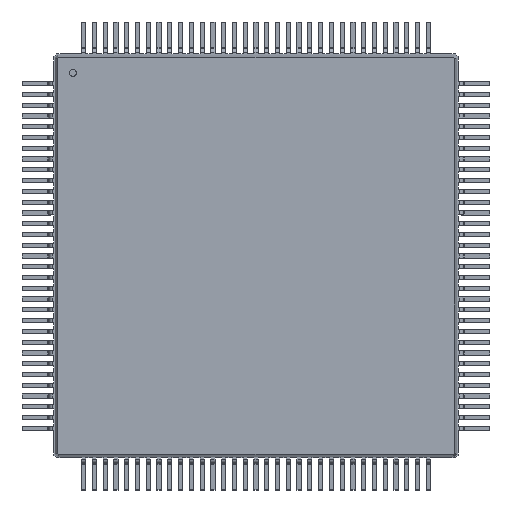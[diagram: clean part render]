
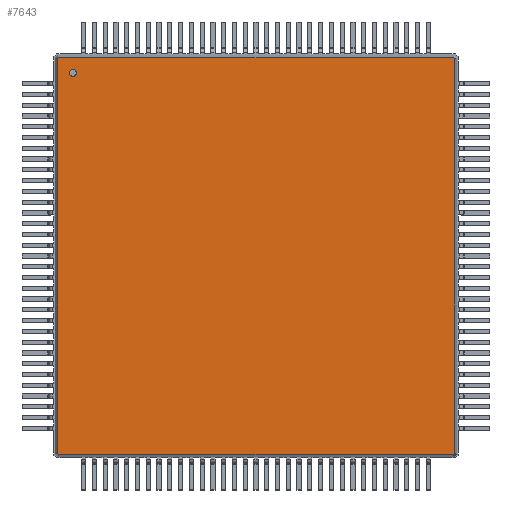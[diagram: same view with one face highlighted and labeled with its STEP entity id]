
A CAD part, top view. The second image highlights one B-rep face of the part: STEP entity #7643.
In plain terms, the highlighted planar face has unit normal (0, 0, 1).
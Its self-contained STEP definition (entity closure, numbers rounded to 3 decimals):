
#13=DIRECTION('',(0.,0.,1.));
#65=VECTOR('',#66,1.);
#66=DIRECTION('',(1.,0.,0.));
#519=DIRECTION('',(0.,-1.,0.));
#618=VECTOR('',#619,1.);
#619=DIRECTION('',(0.707,-0.707,0.));
#625=VECTOR('',#519,1.);
#631=VECTOR('',#632,1.);
#632=DIRECTION('',(-0.707,-0.707,0.));
#638=VECTOR('',#639,1.);
#639=DIRECTION('',(-1.,0.,0.));
#645=VECTOR('',#646,1.);
#646=DIRECTION('',(-0.707,0.707,0.));
#652=VECTOR('',#653,1.);
#653=DIRECTION('',(0.,1.,0.));
#657=VECTOR('',#658,1.);
#658=DIRECTION('',(0.707,0.707,0.));
#2229=VERTEX_POINT('',#2230);
#2230=CARTESIAN_POINT('',(11.713,11.776,1.6));
#2232=ORIENTED_EDGE('',*,*,#2233,.F.);
#2233=EDGE_CURVE('',#2234,#2229,#2236,.T.);
#2234=VERTEX_POINT('',#2235);
#2235=CARTESIAN_POINT('',(-11.713,11.776,1.6));
#2236=LINE('',#2235,#65);
#7634=ORIENTED_EDGE('',*,*,#7635,.F.);
#7635=EDGE_CURVE('',#7636,#2234,#7638,.T.);
#7636=VERTEX_POINT('',#7637);
#7637=CARTESIAN_POINT('',(-11.776,11.713,1.6));
#7638=LINE('',#7637,#657);
#7643=ADVANCED_FACE('',(#7644,#7674),#7683,.T.);
#7644=FACE_BOUND('',#7645,.T.);
#7645=EDGE_LOOP('',(#2232,#7634,#7646,#7651,#7656,#7661,#7666,#7671));
#7646=ORIENTED_EDGE('',*,*,#7647,.F.);
#7647=EDGE_CURVE('',#7648,#7636,#7650,.T.);
#7648=VERTEX_POINT('',#7649);
#7649=CARTESIAN_POINT('',(-11.776,-11.713,1.6));
#7650=LINE('',#7649,#652);
#7651=ORIENTED_EDGE('',*,*,#7652,.F.);
#7652=EDGE_CURVE('',#7653,#7648,#7655,.T.);
#7653=VERTEX_POINT('',#7654);
#7654=CARTESIAN_POINT('',(-11.713,-11.776,1.6));
#7655=LINE('',#7654,#645);
#7656=ORIENTED_EDGE('',*,*,#7657,.F.);
#7657=EDGE_CURVE('',#7658,#7653,#7660,.T.);
#7658=VERTEX_POINT('',#7659);
#7659=CARTESIAN_POINT('',(11.713,-11.776,1.6));
#7660=LINE('',#7659,#638);
#7661=ORIENTED_EDGE('',*,*,#7662,.F.);
#7662=EDGE_CURVE('',#7663,#7658,#7665,.T.);
#7663=VERTEX_POINT('',#7664);
#7664=CARTESIAN_POINT('',(11.776,-11.713,1.6));
#7665=LINE('',#7664,#631);
#7666=ORIENTED_EDGE('',*,*,#7667,.F.);
#7667=EDGE_CURVE('',#7668,#7663,#7670,.T.);
#7668=VERTEX_POINT('',#7669);
#7669=CARTESIAN_POINT('',(11.776,11.713,1.6));
#7670=LINE('',#7669,#625);
#7671=ORIENTED_EDGE('',*,*,#7672,.F.);
#7672=EDGE_CURVE('',#2229,#7668,#7673,.T.);
#7673=LINE('',#2230,#618);
#7674=FACE_BOUND('',#7675,.T.);
#7675=EDGE_LOOP('',(#7676));
#7676=ORIENTED_EDGE('',*,*,#7677,.F.);
#7677=EDGE_CURVE('',#7678,#7678,#7680,.T.);
#7678=VERTEX_POINT('',#7679);
#7679=CARTESIAN_POINT('',(-10.876,10.676,1.6));
#7680=CIRCLE('',#7681,0.2);
#7681=AXIS2_PLACEMENT_3D('',#7682,#13,#519);
#7682=CARTESIAN_POINT('',(-10.876,10.876,1.6));
#7683=PLANE('',#7684);
#7684=AXIS2_PLACEMENT_3D('',#2235,#13,#7685);
#7685=DIRECTION('',(0.705,-0.709,0.));
